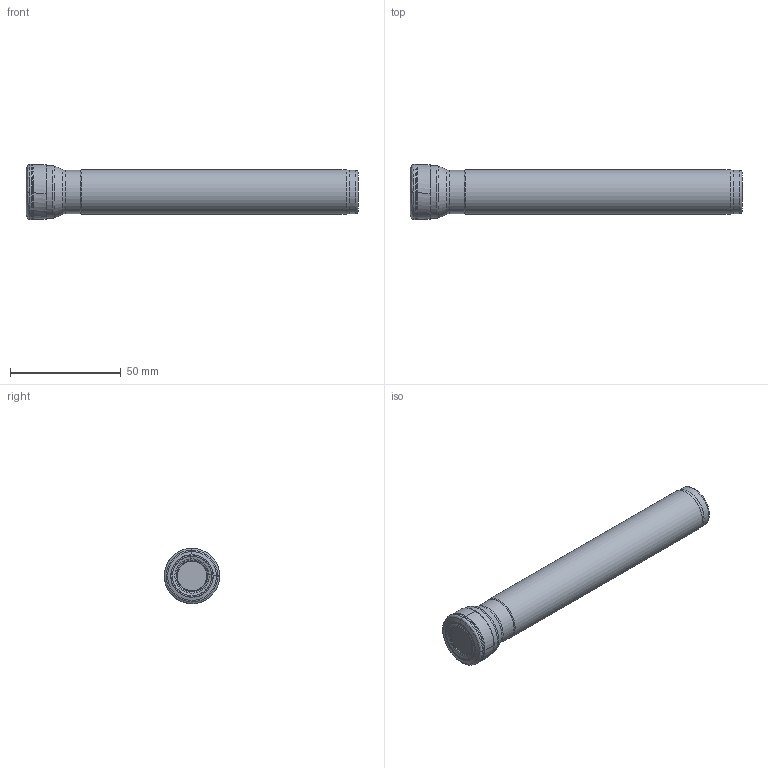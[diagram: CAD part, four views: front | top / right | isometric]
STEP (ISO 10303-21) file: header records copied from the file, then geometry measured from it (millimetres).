
FILE_DESCRIPTION(/* description */ (''),/* implementation_level */ '2;1');
FILE_NAME(/* name */ 'AHFM-YP1003-D25-C20-L150-Z04-F.stp',/* time_stamp */ '2023-10-31T16:36:32+03:00',/* author */ (''),/* organization */ (''),/* preprocessor_version */ 'ST-DEVELOPER v19.4',/* originating_system */ 'SIEMENS PLM Software NX2306.5001',/* authorisation */ '');
FILE_SCHEMA (('AUTOMOTIVE_DESIGN { 1 0 10303 214 3 1 1 1 }'));
Length unit declared in the file: millimetre
Products named in the file (1): AHFM-YP1003-D25-C20-L150-Z04-F-LIGHT_x_t_objects
Bounding box: 150 x 25 x 25 mm (x, y, z)
Volume: 51656.1 mm3; surface area: 11942.4 mm2
Topology: 2 solids, 2 shells, 65 faces, 127 edges, 64 vertices
Faces by surface type: bspline 48, cone 4, cylinder 4, revolution 4, torus 3, plane 2
Full cylindrical faces by diameter (mm): 19.5 x2, 20 x1, 23.8 x1
Entity records: 2154 total; most frequent: CARTESIAN_POINT 992, DIRECTION 228, ORIENTED_EDGE 224, EDGE_CURVE 112, AXIS2_PLACEMENT_3D 98, EDGE_LOOP 80, ADVANCED_FACE 65, CIRCLE 64
